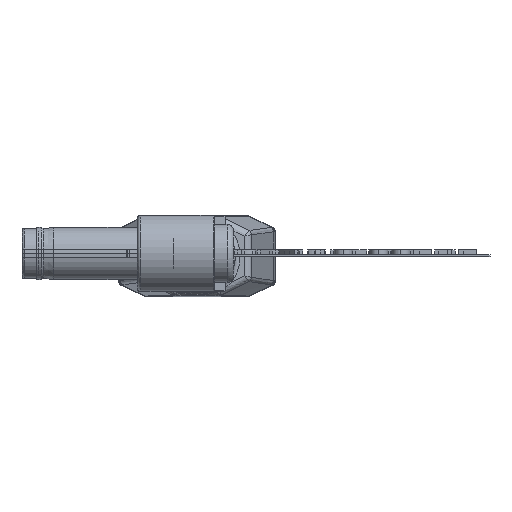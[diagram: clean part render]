
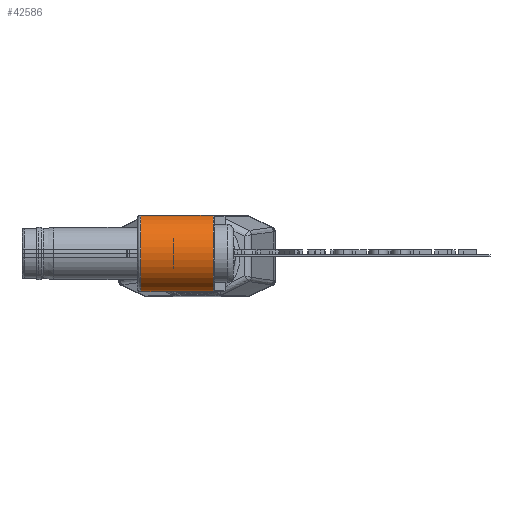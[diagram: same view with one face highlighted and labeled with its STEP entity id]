
A CAD part, top view. The second image highlights one B-rep face of the part: STEP entity #42586.
In plain terms, the highlighted cylindrical face has radius 4 mm (diameter 8 mm), a partial arc.
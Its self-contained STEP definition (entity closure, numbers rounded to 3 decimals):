
#964 = DIRECTION ( 'NONE',  ( 0., 0., -1. ) ) ;
#3039 = ORIENTED_EDGE ( 'NONE', *, *, #13159, .F. ) ;
#3414 = VERTEX_POINT ( 'NONE', #10009 ) ;
#4503 = CARTESIAN_POINT ( 'NONE',  ( 0., 0., 8.8 ) ) ;
#5159 = LINE ( 'NONE', #41865, #25658 ) ;
#6485 = EDGE_CURVE ( 'NONE', #3414, #36164, #12995, .T. ) ;
#6687 = VERTEX_POINT ( 'NONE', #24438 ) ;
#6735 = CIRCLE ( 'NONE', #48048, 4. ) ;
#7124 = VERTEX_POINT ( 'NONE', #49888 ) ;
#7195 = DIRECTION ( 'NONE',  ( 0., 0., -1. ) ) ;
#7925 = EDGE_CURVE ( 'NONE', #27051, #3414, #40835, .T. ) ;
#8647 = DIRECTION ( 'NONE',  ( -1., 0., 0. ) ) ;
#10009 = CARTESIAN_POINT ( 'NONE',  ( 4., 0., 7.4 ) ) ;
#10499 = ORIENTED_EDGE ( 'NONE', *, *, #6485, .T. ) ;
#12995 = LINE ( 'NONE', #51554, #33445 ) ;
#13141 = ORIENTED_EDGE ( 'NONE', *, *, #7925, .T. ) ;
#13159 = EDGE_CURVE ( 'NONE', #7124, #51139, #5159, .T. ) ;
#15459 = CARTESIAN_POINT ( 'NONE',  ( 0., 0., 1.25 ) ) ;
#17652 = EDGE_CURVE ( 'NONE', #6687, #27051, #35114, .T. ) ;
#19520 = DIRECTION ( 'NONE',  ( 1., 0., 0. ) ) ;
#21807 = FACE_OUTER_BOUND ( 'NONE', #27081, .T. ) ;
#23651 = DIRECTION ( 'NONE',  ( -1., 0., 0. ) ) ;
#23918 = CARTESIAN_POINT ( 'NONE',  ( -4., 0., 1.25 ) ) ;
#24116 = DIRECTION ( 'NONE',  ( 0., 0., -1. ) ) ;
#24438 = CARTESIAN_POINT ( 'NONE',  ( -4., 0., 8.8 ) ) ;
#25658 = VECTOR ( 'NONE', #964, 1000. ) ;
#27051 = VERTEX_POINT ( 'NONE', #34762 ) ;
#27081 = EDGE_LOOP ( 'NONE', ( #35258, #13141, #10499, #41434, #3039, #41417 ) ) ;
#28433 = CARTESIAN_POINT ( 'NONE',  ( -4., 0., 5.9 ) ) ;
#31075 = DIRECTION ( 'NONE',  ( 0., 0., -1. ) ) ;
#32022 = DIRECTION ( 'NONE',  ( 0., 0., -1. ) ) ;
#32248 = AXIS2_PLACEMENT_3D ( 'NONE', #48103, #7195, #23651 ) ;
#33147 = DIRECTION ( 'NONE',  ( 0., 0., -1. ) ) ;
#33445 = VECTOR ( 'NONE', #31075, 1000. ) ;
#34762 = CARTESIAN_POINT ( 'NONE',  ( 4., 0., 8.8 ) ) ;
#35114 = CIRCLE ( 'NONE', #50395, 4. ) ;
#35258 = ORIENTED_EDGE ( 'NONE', *, *, #17652, .T. ) ;
#36164 = VERTEX_POINT ( 'NONE', #52171 ) ;
#37196 = CYLINDRICAL_SURFACE ( 'NONE', #32248, 4. ) ;
#37775 = EDGE_CURVE ( 'NONE', #36164, #51139, #6735, .T. ) ;
#38478 = EDGE_CURVE ( 'NONE', #6687, #7124, #42487, .T. ) ;
#40835 = LINE ( 'NONE', #52807, #51733 ) ;
#41417 = ORIENTED_EDGE ( 'NONE', *, *, #38478, .F. ) ;
#41434 = ORIENTED_EDGE ( 'NONE', *, *, #37775, .T. ) ;
#41865 = CARTESIAN_POINT ( 'NONE',  ( -4., 0., 5.9 ) ) ;
#42487 = LINE ( 'NONE', #28433, #43770 ) ;
#42586 = ADVANCED_FACE ( 'NONE', ( #21807 ), #37196, .T. ) ;
#43770 = VECTOR ( 'NONE', #32022, 1000. ) ;
#44065 = DIRECTION ( 'NONE',  ( 0., 0., 1. ) ) ;
#48048 = AXIS2_PLACEMENT_3D ( 'NONE', #15459, #44065, #19520 ) ;
#48103 = CARTESIAN_POINT ( 'NONE',  ( 0., 0., 5.9 ) ) ;
#49888 = CARTESIAN_POINT ( 'NONE',  ( -4., 0., 4.75 ) ) ;
#50395 = AXIS2_PLACEMENT_3D ( 'NONE', #4503, #33147, #8647 ) ;
#51139 = VERTEX_POINT ( 'NONE', #23918 ) ;
#51554 = CARTESIAN_POINT ( 'NONE',  ( 4., 0., 5.9 ) ) ;
#51733 = VECTOR ( 'NONE', #24116, 1000. ) ;
#52171 = CARTESIAN_POINT ( 'NONE',  ( 4., 0., 1.25 ) ) ;
#52807 = CARTESIAN_POINT ( 'NONE',  ( 4., 0., 5.9 ) ) ;
